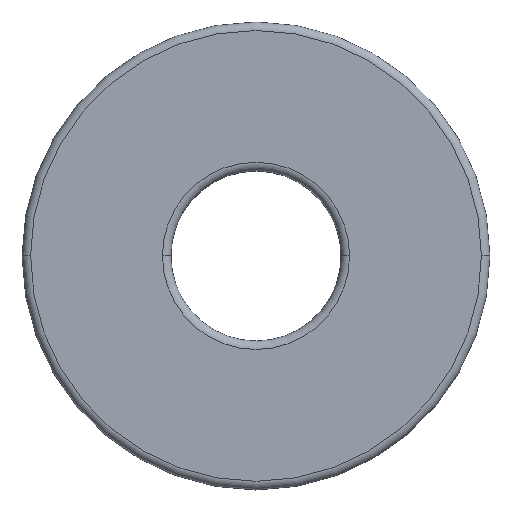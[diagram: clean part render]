
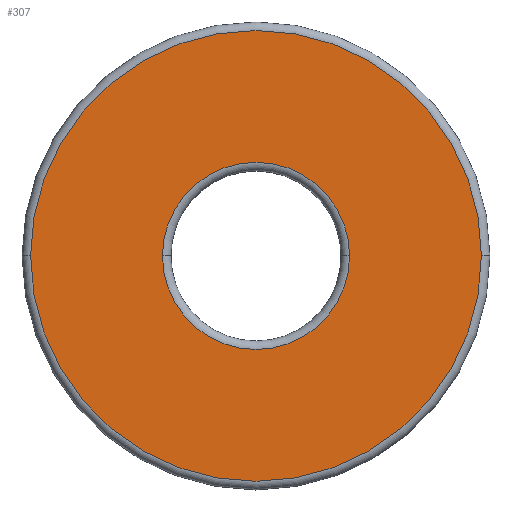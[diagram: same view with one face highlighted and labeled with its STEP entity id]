
A CAD part, top view. The second image highlights one B-rep face of the part: STEP entity #307.
In plain terms, the highlighted planar face has unit normal (0, 0, 1).
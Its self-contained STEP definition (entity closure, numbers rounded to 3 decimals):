
#21 = DIRECTION ( 'NONE',  ( 0., 0., 1. ) ) ;
#25 = DIRECTION ( 'NONE',  ( 1., 0., 0. ) ) ;
#32 = AXIS2_PLACEMENT_3D ( 'NONE', #242, #347, #25 ) ;
#36 = ORIENTED_EDGE ( 'NONE', *, *, #47, .T. ) ;
#45 = DIRECTION ( 'NONE',  ( 0., 0., 1. ) ) ;
#47 = EDGE_CURVE ( 'NONE', #349, #266, #211, .T. ) ;
#56 = EDGE_LOOP ( 'NONE', ( #314, #36 ) ) ;
#57 = DIRECTION ( 'NONE',  ( 0., 0., -1. ) ) ;
#58 = ORIENTED_EDGE ( 'NONE', *, *, #219, .T. ) ;
#89 = CARTESIAN_POINT ( 'NONE',  ( 0., 0., 1.75 ) ) ;
#94 = PLANE ( 'NONE',  #358 ) ;
#95 = EDGE_LOOP ( 'NONE', ( #58, #449 ) ) ;
#109 = CARTESIAN_POINT ( 'NONE',  ( -2.65, 0., 1.75 ) ) ;
#123 = EDGE_CURVE ( 'NONE', #266, #349, #182, .T. ) ;
#130 = DIRECTION ( 'NONE',  ( 1., 0., 0. ) ) ;
#136 = CARTESIAN_POINT ( 'NONE',  ( 2.65, 0., 1.75 ) ) ;
#138 = CARTESIAN_POINT ( 'NONE',  ( 0., 0., 1.75 ) ) ;
#153 = DIRECTION ( 'NONE',  ( 1., 0., 0. ) ) ;
#174 = CIRCLE ( 'NONE', #407, 1.1 ) ;
#182 = CIRCLE ( 'NONE', #342, 2.65 ) ;
#187 = DIRECTION ( 'NONE',  ( 0., 0., 1. ) ) ;
#205 = DIRECTION ( 'NONE',  ( 1., 0., 0. ) ) ;
#206 = VERTEX_POINT ( 'NONE', #338 ) ;
#211 = CIRCLE ( 'NONE', #288, 2.65 ) ;
#219 = EDGE_CURVE ( 'NONE', #206, #231, #174, .T. ) ;
#231 = VERTEX_POINT ( 'NONE', #445 ) ;
#242 = CARTESIAN_POINT ( 'NONE',  ( 0., 0., 1.75 ) ) ;
#266 = VERTEX_POINT ( 'NONE', #136 ) ;
#270 = CIRCLE ( 'NONE', #32, 1.1 ) ;
#278 = FACE_OUTER_BOUND ( 'NONE', #56, .T. ) ;
#288 = AXIS2_PLACEMENT_3D ( 'NONE', #300, #45, #130 ) ;
#300 = CARTESIAN_POINT ( 'NONE',  ( 0., 0., 1.75 ) ) ;
#307 = ADVANCED_FACE ( 'NONE', ( #278, #410 ), #94, .T. ) ;
#312 = DIRECTION ( 'NONE',  ( 1., 0., 0. ) ) ;
#314 = ORIENTED_EDGE ( 'NONE', *, *, #123, .T. ) ;
#320 = EDGE_CURVE ( 'NONE', #231, #206, #270, .T. ) ;
#337 = CARTESIAN_POINT ( 'NONE',  ( 0., 0., 1.75 ) ) ;
#338 = CARTESIAN_POINT ( 'NONE',  ( 1.1, 0., 1.75 ) ) ;
#342 = AXIS2_PLACEMENT_3D ( 'NONE', #337, #187, #153 ) ;
#347 = DIRECTION ( 'NONE',  ( 0., 0., -1. ) ) ;
#349 = VERTEX_POINT ( 'NONE', #109 ) ;
#358 = AXIS2_PLACEMENT_3D ( 'NONE', #138, #21, #312 ) ;
#407 = AXIS2_PLACEMENT_3D ( 'NONE', #89, #57, #205 ) ;
#410 = FACE_BOUND ( 'NONE', #95, .T. ) ;
#445 = CARTESIAN_POINT ( 'NONE',  ( -1.1, 0., 1.75 ) ) ;
#449 = ORIENTED_EDGE ( 'NONE', *, *, #320, .T. ) ;
